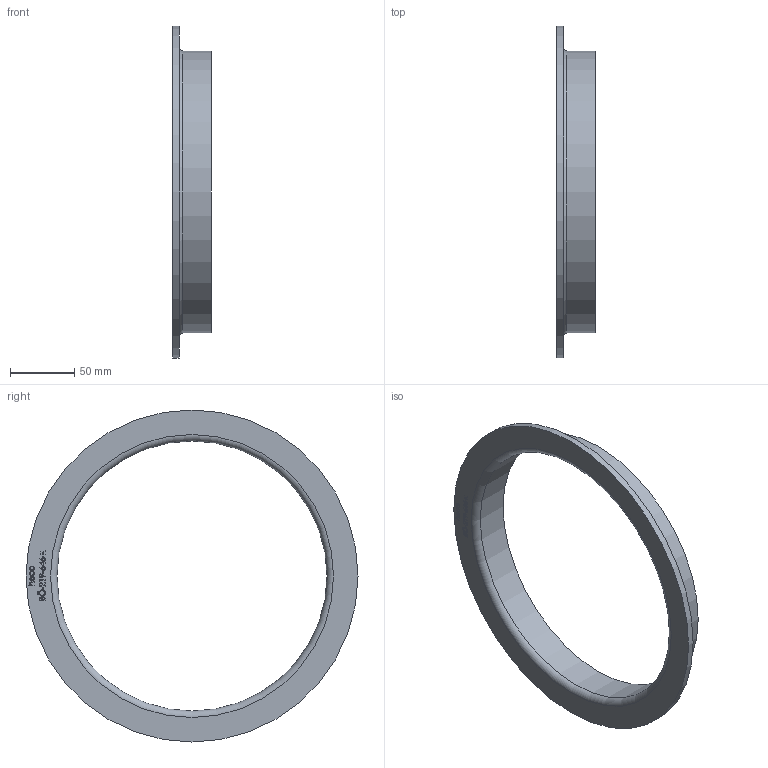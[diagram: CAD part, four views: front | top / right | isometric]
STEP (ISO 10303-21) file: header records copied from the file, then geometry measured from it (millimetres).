
FILE_DESCRIPTION (( 'STEP AP214' ), '1' );
FILE_NAME ('BÖ-219-646-x Vorschweissbördel 2010.STEP', '2020-10-16T09:20:52', ( '' ), ( '' ), 'SwSTEP 2.0', 'SolidWorks 2019', '' );
FILE_SCHEMA (( 'AUTOMOTIVE_DESIGN' ));
Length unit declared in the file: millimetre
Products named in the file (1): BÖ-219-646-x Vorschweissbördel 2010
Bounding box: 30 x 258 x 258 mm (x, y, z)
Volume: 163617.8 mm3; surface area: 74208.4 mm2
Topology: 1 solids, 1 shells, 208 faces, 533 edges, 355 vertices
Faces by surface type: plane 110, bspline 93, cylinder 3, torus 2
Full cylindrical faces by diameter (mm): 209.9 x1, 219.1 x1, 258 x1
Entity records: 13260 total; most frequent: CARTESIAN_POINT 6719, ORIENTED_EDGE 1054, DIRECTION 581, EDGE_CURVE 527, VERTEX_POINT 354, VECTOR 333, LINE 333, EDGE_LOOP 243
